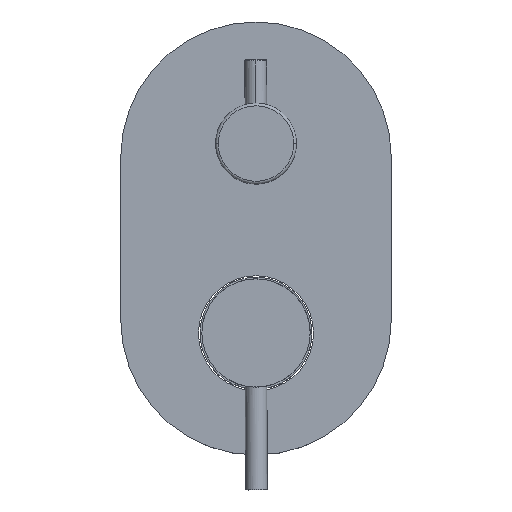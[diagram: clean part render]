
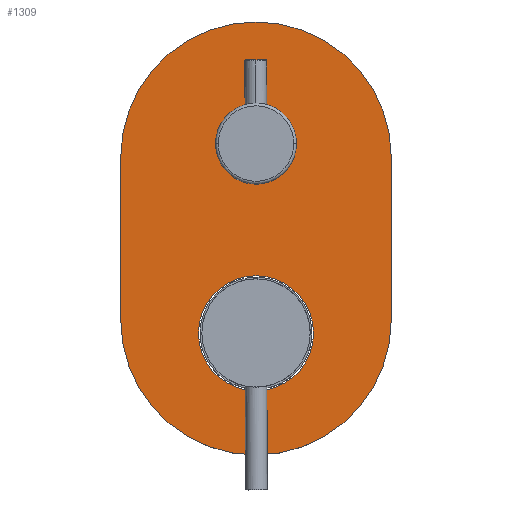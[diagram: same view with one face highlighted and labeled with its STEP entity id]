
A CAD part, top view. The second image highlights one B-rep face of the part: STEP entity #1309.
In plain terms, the highlighted planar face has unit normal (0, 0, 1).
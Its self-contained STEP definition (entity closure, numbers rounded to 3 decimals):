
#11 = CARTESIAN_POINT ( 'NONE',  ( -61.424, -35.932, 164.5 ) ) ;
#45 = ORIENTED_EDGE ( 'NONE', *, *, #2772, .T. ) ;
#63 = EDGE_CURVE ( 'NONE', #306, #1422, #2411, .T. ) ;
#104 = CARTESIAN_POINT ( 'NONE',  ( -11.424, -35.932, 164.5 ) ) ;
#178 = AXIS2_PLACEMENT_3D ( 'NONE', #1627, #2762, #986 ) ;
#190 = FACE_BOUND ( 'NONE', #2392, .T. ) ;
#213 = ORIENTED_EDGE ( 'NONE', *, *, #1194, .T. ) ;
#225 = AXIS2_PLACEMENT_3D ( 'NONE', #602, #1052, #2627 ) ;
#242 = VERTEX_POINT ( 'NONE', #1692 ) ;
#298 = FACE_BOUND ( 'NONE', #1985, .T. ) ;
#306 = VERTEX_POINT ( 'NONE', #2063 ) ;
#321 = DIRECTION ( 'NONE',  ( 0., 0., 1. ) ) ;
#355 = CARTESIAN_POINT ( 'NONE',  ( -11.424, 29.068, 164.5 ) ) ;
#367 = VECTOR ( 'NONE', #2663, 1000. ) ;
#383 = DIRECTION ( 'NONE',  ( 0., 0., 1. ) ) ;
#401 = CARTESIAN_POINT ( 'NONE',  ( -11.424, -40.932, 164.5 ) ) ;
#453 = EDGE_LOOP ( 'NONE', ( #1590, #2026, #213, #45 ) ) ;
#476 = DIRECTION ( 'NONE',  ( 0., 1., 0. ) ) ;
#500 = CIRCLE ( 'NONE', #2800, 50. ) ;
#523 = EDGE_CURVE ( 'NONE', #1066, #1957, #876, .T. ) ;
#550 = DIRECTION ( 'NONE',  ( -1., 0., 0. ) ) ;
#568 = DIRECTION ( 'NONE',  ( 1., 0., 0. ) ) ;
#598 = DIRECTION ( 'NONE',  ( 1., 0., 0. ) ) ;
#602 = CARTESIAN_POINT ( 'NONE',  ( -11.424, 24.068, 164.5 ) ) ;
#629 = VERTEX_POINT ( 'NONE', #1501 ) ;
#687 = CARTESIAN_POINT ( 'NONE',  ( -61.424, 24.068, 164.5 ) ) ;
#762 = CARTESIAN_POINT ( 'NONE',  ( -11.424, 29.068, 164.5 ) ) ;
#772 = CIRCLE ( 'NONE', #1169, 21.25 ) ;
#834 = ORIENTED_EDGE ( 'NONE', *, *, #2366, .F. ) ;
#840 = EDGE_CURVE ( 'NONE', #629, #1167, #2443, .T. ) ;
#876 = CIRCLE ( 'NONE', #1132, 50. ) ;
#945 = FACE_OUTER_BOUND ( 'NONE', #453, .T. ) ;
#986 = DIRECTION ( 'NONE',  ( 1., 0., 0. ) ) ;
#1023 = CARTESIAN_POINT ( 'NONE',  ( 1.076, 29.068, 164.5 ) ) ;
#1052 = DIRECTION ( 'NONE',  ( 0., 0., 1. ) ) ;
#1054 = DIRECTION ( 'NONE',  ( 0., 0., 1. ) ) ;
#1066 = VERTEX_POINT ( 'NONE', #2266 ) ;
#1132 = AXIS2_PLACEMENT_3D ( 'NONE', #1480, #383, #598 ) ;
#1167 = VERTEX_POINT ( 'NONE', #1023 ) ;
#1169 = AXIS2_PLACEMENT_3D ( 'NONE', #401, #1054, #1742 ) ;
#1194 = EDGE_CURVE ( 'NONE', #2257, #242, #500, .T. ) ;
#1303 = AXIS2_PLACEMENT_3D ( 'NONE', #355, #321, #568 ) ;
#1309 = ADVANCED_FACE ( 'NONE', ( #298, #190, #945 ), #2848, .T. ) ;
#1366 = ORIENTED_EDGE ( 'NONE', *, *, #840, .F. ) ;
#1422 = VERTEX_POINT ( 'NONE', #2269 ) ;
#1480 = CARTESIAN_POINT ( 'NONE',  ( -11.424, 24.068, 164.5 ) ) ;
#1501 = CARTESIAN_POINT ( 'NONE',  ( -23.924, 29.068, 164.5 ) ) ;
#1590 = ORIENTED_EDGE ( 'NONE', *, *, #523, .T. ) ;
#1627 = CARTESIAN_POINT ( 'NONE',  ( -11.424, -40.932, 164.5 ) ) ;
#1636 = VECTOR ( 'NONE', #476, 1000. ) ;
#1692 = CARTESIAN_POINT ( 'NONE',  ( 38.576, -35.932, 164.5 ) ) ;
#1742 = DIRECTION ( 'NONE',  ( 1., 0., 0. ) ) ;
#1853 = DIRECTION ( 'NONE',  ( 0., 0., 1. ) ) ;
#1874 = DIRECTION ( 'NONE',  ( 0., 0., 1. ) ) ;
#1944 = ORIENTED_EDGE ( 'NONE', *, *, #2873, .F. ) ;
#1955 = LINE ( 'NONE', #2476, #1636 ) ;
#1957 = VERTEX_POINT ( 'NONE', #687 ) ;
#1985 = EDGE_LOOP ( 'NONE', ( #834, #1366 ) ) ;
#2026 = ORIENTED_EDGE ( 'NONE', *, *, #2637, .T. ) ;
#2063 = CARTESIAN_POINT ( 'NONE',  ( -32.674, -40.932, 164.5 ) ) ;
#2094 = DIRECTION ( 'NONE',  ( 1., 0., 0. ) ) ;
#2208 = LINE ( 'NONE', #2691, #367 ) ;
#2257 = VERTEX_POINT ( 'NONE', #11 ) ;
#2266 = CARTESIAN_POINT ( 'NONE',  ( 38.576, 24.068, 164.5 ) ) ;
#2269 = CARTESIAN_POINT ( 'NONE',  ( 9.826, -40.932, 164.5 ) ) ;
#2366 = EDGE_CURVE ( 'NONE', #1167, #629, #2491, .T. ) ;
#2392 = EDGE_LOOP ( 'NONE', ( #1944, #2568 ) ) ;
#2411 = CIRCLE ( 'NONE', #178, 21.25 ) ;
#2443 = CIRCLE ( 'NONE', #2494, 12.5 ) ;
#2476 = CARTESIAN_POINT ( 'NONE',  ( 38.576, 24.068, 164.5 ) ) ;
#2491 = CIRCLE ( 'NONE', #1303, 12.5 ) ;
#2494 = AXIS2_PLACEMENT_3D ( 'NONE', #762, #1853, #2094 ) ;
#2568 = ORIENTED_EDGE ( 'NONE', *, *, #63, .F. ) ;
#2627 = DIRECTION ( 'NONE',  ( 1., 0., 0. ) ) ;
#2637 = EDGE_CURVE ( 'NONE', #1957, #2257, #2208, .T. ) ;
#2663 = DIRECTION ( 'NONE',  ( 0., -1., 0. ) ) ;
#2691 = CARTESIAN_POINT ( 'NONE',  ( -61.424, 24.068, 164.5 ) ) ;
#2762 = DIRECTION ( 'NONE',  ( 0., 0., 1. ) ) ;
#2772 = EDGE_CURVE ( 'NONE', #242, #1066, #1955, .T. ) ;
#2800 = AXIS2_PLACEMENT_3D ( 'NONE', #104, #1874, #550 ) ;
#2848 = PLANE ( 'NONE',  #225 ) ;
#2873 = EDGE_CURVE ( 'NONE', #1422, #306, #772, .T. ) ;
